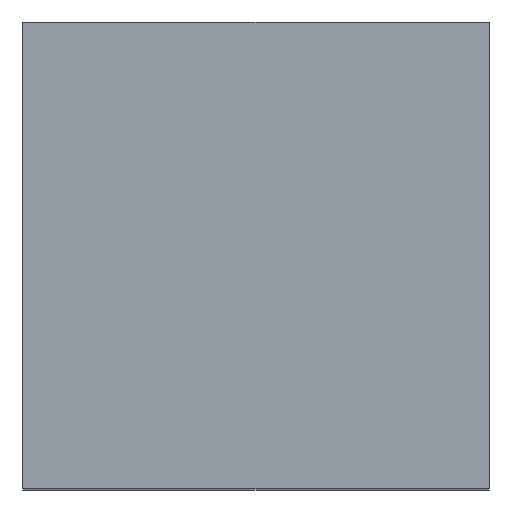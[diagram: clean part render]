
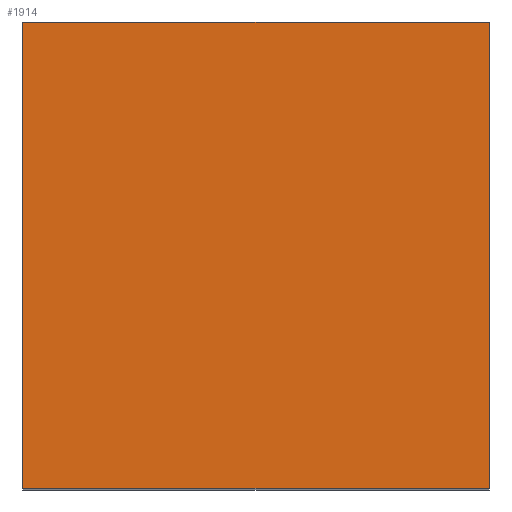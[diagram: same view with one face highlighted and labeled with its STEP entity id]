
A CAD part, top view. The second image highlights one B-rep face of the part: STEP entity #1914.
In plain terms, the highlighted planar face has unit normal (0, 0, 1).
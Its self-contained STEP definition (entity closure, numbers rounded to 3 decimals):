
#70 = VERTEX_POINT ( 'NONE', #5209 ) ;
#73 = VERTEX_POINT ( 'NONE', #5212 ) ;
#251 = EDGE_CURVE ( 'NONE', #70, #73, #2243, .T. ) ;
#376 = EDGE_CURVE ( 'NONE', #70, #5120, #2485, .T. ) ;
#377 = EDGE_CURVE ( 'NONE', #5120, #5119, #2487, .T. ) ;
#378 = EDGE_CURVE ( 'NONE', #5119, #73, #2397, .T. ) ;
#700 = AXIS2_PLACEMENT_3D ( 'NONE', #4307, #4313, #4314 ) ;
#785 = EDGE_LOOP ( 'NONE', ( #1006, #1007, #1008, #1009 ) ) ;
#1006 = ORIENTED_EDGE ( 'NONE', *, *, #377, .F. ) ;
#1007 = ORIENTED_EDGE ( 'NONE', *, *, #376, .F. ) ;
#1008 = ORIENTED_EDGE ( 'NONE', *, *, #251, .T. ) ;
#1009 = ORIENTED_EDGE ( 'NONE', *, *, #378, .F. ) ;
#1914 = ADVANCED_FACE ( 'NONE', ( #3020 ), #4304, .T. ) ;
#2243 = LINE ( 'NONE', #3422, #2244 ) ;
#2244 = VECTOR ( 'NONE', #3423, 1000. ) ;
#2397 = LINE ( 'NONE', #3677, #2489 ) ;
#2485 = LINE ( 'NONE', #3681, #2486 ) ;
#2486 = VECTOR ( 'NONE', #3682, 1000. ) ;
#2487 = LINE ( 'NONE', #3683, #2488 ) ;
#2488 = VECTOR ( 'NONE', #3684, 1000. ) ;
#2489 = VECTOR ( 'NONE', #3686, 1000. ) ;
#3020 = FACE_OUTER_BOUND ( 'NONE', #785, .T. ) ;
#3422 = CARTESIAN_POINT ( 'NONE',  ( -10., 0., 50. ) ) ;
#3423 = DIRECTION ( 'NONE',  ( 0., -1., 0. ) ) ;
#3677 = CARTESIAN_POINT ( 'NONE',  ( 15., -12.5, 50. ) ) ;
#3681 = CARTESIAN_POINT ( 'NONE',  ( -10., 12.5, 50. ) ) ;
#3682 = DIRECTION ( 'NONE',  ( 1., 0., 0. ) ) ;
#3683 = CARTESIAN_POINT ( 'NONE',  ( 15., 12.5, 50. ) ) ;
#3684 = DIRECTION ( 'NONE',  ( 0., -1., 0. ) ) ;
#3686 = DIRECTION ( 'NONE',  ( -1., 0., 0. ) ) ;
#4304 = PLANE ( 'NONE',  #700 ) ;
#4307 = CARTESIAN_POINT ( 'NONE',  ( 2.5, 0., 50. ) ) ;
#4313 = DIRECTION ( 'NONE',  ( 0., 0., 1. ) ) ;
#4314 = DIRECTION ( 'NONE',  ( 1., 0., 0. ) ) ;
#4925 = CARTESIAN_POINT ( 'NONE',  ( 15., -12.5, 50. ) ) ;
#4926 = CARTESIAN_POINT ( 'NONE',  ( 15., 12.5, 50. ) ) ;
#5119 = VERTEX_POINT ( 'NONE', #4925 ) ;
#5120 = VERTEX_POINT ( 'NONE', #4926 ) ;
#5209 = CARTESIAN_POINT ( 'NONE',  ( -10., 12.5, 50. ) ) ;
#5212 = CARTESIAN_POINT ( 'NONE',  ( -10., -12.5, 50. ) ) ;
